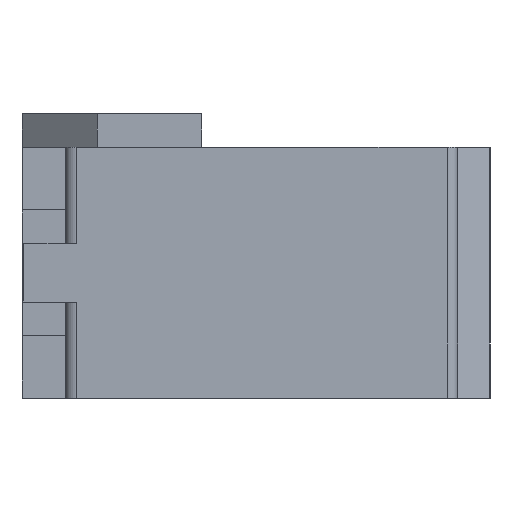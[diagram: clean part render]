
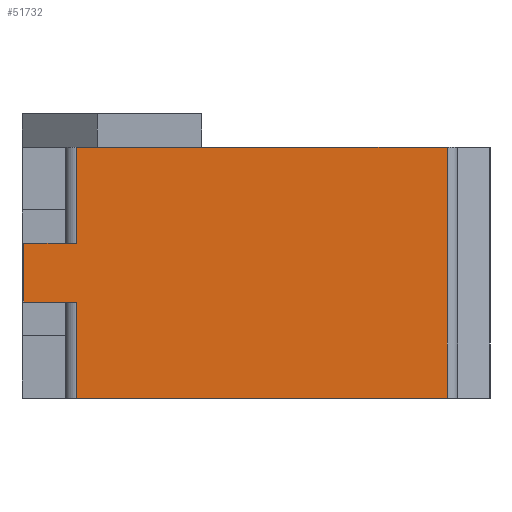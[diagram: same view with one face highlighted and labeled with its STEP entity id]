
A CAD part, left-side view. The second image highlights one B-rep face of the part: STEP entity #51732.
In plain terms, the highlighted planar face has unit normal (-1, 0, 0).
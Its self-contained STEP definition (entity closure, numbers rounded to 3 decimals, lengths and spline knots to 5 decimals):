
#3985=FACE_OUTER_BOUND('',#6675,.T.);
#6675=EDGE_LOOP('',(#40945,#40946,#40947,#40948,#40949,#40950,#40951,#40952));
#11706=LINE('',#82633,#17683);
#11714=LINE('',#82654,#17691);
#11715=LINE('',#82656,#17692);
#11716=LINE('',#82658,#17693);
#11717=LINE('',#82660,#17694);
#11718=LINE('',#82662,#17695);
#11719=LINE('',#82664,#17696);
#11720=LINE('',#82665,#17697);
#17683=VECTOR('',#64620,0.3937);
#17691=VECTOR('',#64640,0.3937);
#17692=VECTOR('',#64641,0.3937);
#17693=VECTOR('',#64642,0.3937);
#17694=VECTOR('',#64643,0.3937);
#17695=VECTOR('',#64644,0.3937);
#17696=VECTOR('',#64645,0.3937);
#17697=VECTOR('',#64646,0.3937);
#22661=VERTEX_POINT('',#82627);
#22663=VERTEX_POINT('',#82631);
#22670=VERTEX_POINT('',#82653);
#22671=VERTEX_POINT('',#82655);
#22672=VERTEX_POINT('',#82657);
#22673=VERTEX_POINT('',#82659);
#22674=VERTEX_POINT('',#82661);
#22675=VERTEX_POINT('',#82663);
#29032=EDGE_CURVE('',#22661,#22663,#11706,.T.);
#29042=EDGE_CURVE('',#22670,#22663,#11714,.T.);
#29043=EDGE_CURVE('',#22671,#22670,#11715,.T.);
#29044=EDGE_CURVE('',#22671,#22672,#11716,.T.);
#29045=EDGE_CURVE('',#22673,#22672,#11717,.T.);
#29046=EDGE_CURVE('',#22673,#22674,#11718,.T.);
#29047=EDGE_CURVE('',#22675,#22674,#11719,.T.);
#29048=EDGE_CURVE('',#22661,#22675,#11720,.T.);
#40945=ORIENTED_EDGE('',*,*,#29032,.T.);
#40946=ORIENTED_EDGE('',*,*,#29042,.F.);
#40947=ORIENTED_EDGE('',*,*,#29043,.F.);
#40948=ORIENTED_EDGE('',*,*,#29044,.T.);
#40949=ORIENTED_EDGE('',*,*,#29045,.F.);
#40950=ORIENTED_EDGE('',*,*,#29046,.T.);
#40951=ORIENTED_EDGE('',*,*,#29047,.F.);
#40952=ORIENTED_EDGE('',*,*,#29048,.F.);
#46399=PLANE('',#54852);
#51732=ADVANCED_FACE('',(#3985),#46399,.T.);
#54852=AXIS2_PLACEMENT_3D('',#82652,#64638,#64639);
#64620=DIRECTION('',(0.,0.,1.));
#64638=DIRECTION('center_axis',(-1.,0.,0.));
#64639=DIRECTION('ref_axis',(0.,-1.,0.));
#64640=DIRECTION('',(0.,-1.,0.));
#64641=DIRECTION('',(0.,0.,1.));
#64642=DIRECTION('',(0.,1.,0.));
#64643=DIRECTION('',(0.,0.,1.));
#64644=DIRECTION('',(0.,-1.,0.));
#64645=DIRECTION('',(0.,0.,1.));
#64646=DIRECTION('',(0.,1.,0.));
#82627=CARTESIAN_POINT('',(-0.72491,-0.37591,-0.136));
#82631=CARTESIAN_POINT('',(-0.72491,-0.37591,0.104));
#82633=CARTESIAN_POINT('',(-0.72491,-0.37591,0.104));
#82652=CARTESIAN_POINT('Origin',(-0.72491,0.02909,
-0.016));
#82653=CARTESIAN_POINT('',(-0.72491,-0.02141,0.104));
#82654=CARTESIAN_POINT('',(-0.72491,0.02909,0.104));
#82655=CARTESIAN_POINT('',(-0.72491,-0.02141,0.012));
#82656=CARTESIAN_POINT('',(-0.72491,-0.02141,0.044));
#82657=CARTESIAN_POINT('',(-0.72491,0.02909,0.012));
#82658=CARTESIAN_POINT('',(-0.72491,0.01909,0.012));
#82659=CARTESIAN_POINT('',(-0.72491,0.02909,-0.044));
#82660=CARTESIAN_POINT('',(-0.72491,0.02909,-0.016));
#82661=CARTESIAN_POINT('',(-0.72491,-0.02141,-0.044));
#82662=CARTESIAN_POINT('',(-0.72491,0.01909,-0.044));
#82663=CARTESIAN_POINT('',(-0.72491,-0.02141,-0.136));
#82664=CARTESIAN_POINT('',(-0.72491,-0.02141,-0.076));
#82665=CARTESIAN_POINT('',(-0.72491,0.02909,-0.136));
